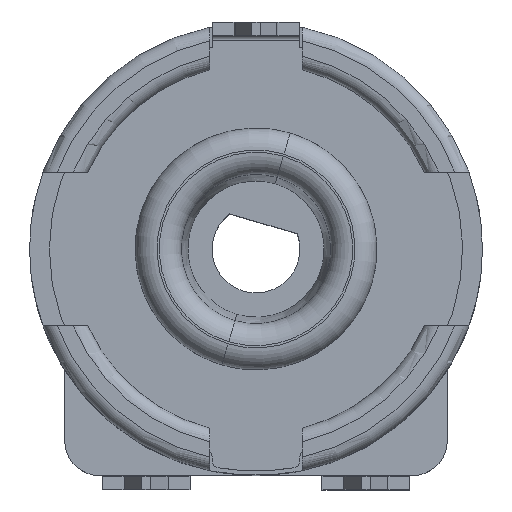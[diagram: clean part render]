
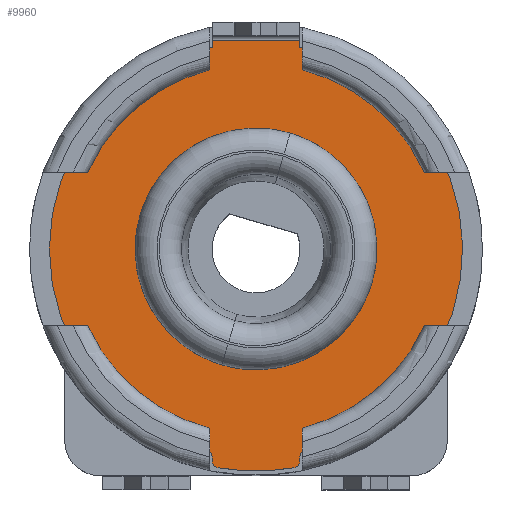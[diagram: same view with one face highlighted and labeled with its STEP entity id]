
A CAD part, top view. The second image highlights one B-rep face of the part: STEP entity #9960.
In plain terms, the highlighted planar face has unit normal (0, 0, 1).
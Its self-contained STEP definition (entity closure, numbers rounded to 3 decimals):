
#43 = EDGE_CURVE ( 'NONE', #426, #7456, #6613, .T. ) ;
#95 = AXIS2_PLACEMENT_3D ( 'NONE', #4966, #12476, #6032 ) ;
#253 = ORIENTED_EDGE ( 'NONE', *, *, #311, .T. ) ;
#290 = ORIENTED_EDGE ( 'NONE', *, *, #12386, .T. ) ;
#311 = EDGE_CURVE ( 'NONE', #9571, #1358, #7128, .T. ) ;
#381 = CARTESIAN_POINT ( 'NONE',  ( 1., 7.05, 0.3 ) ) ;
#426 = VERTEX_POINT ( 'NONE', #1981 ) ;
#465 = DIRECTION ( 'NONE',  ( 0., 1., 0. ) ) ;
#482 = DIRECTION ( 'NONE',  ( 0., -1., 0. ) ) ;
#523 = DIRECTION ( 'NONE',  ( 1., 0., 0. ) ) ;
#527 = VERTEX_POINT ( 'NONE', #2120 ) ;
#881 = CARTESIAN_POINT ( 'NONE',  ( -2.6, 0., 0.3 ) ) ;
#955 = ORIENTED_EDGE ( 'NONE', *, *, #1614, .T. ) ;
#1095 = LINE ( 'NONE', #4770, #3280 ) ;
#1164 = FACE_BOUND ( 'NONE', #11165, .T. ) ;
#1168 = ORIENTED_EDGE ( 'NONE', *, *, #2601, .T. ) ;
#1222 = DIRECTION ( 'NONE',  ( 0., 0., 1. ) ) ;
#1358 = VERTEX_POINT ( 'NONE', #7522 ) ;
#1380 = CARTESIAN_POINT ( 'NONE',  ( 0., 0., 0.3 ) ) ;
#1551 = CARTESIAN_POINT ( 'NONE',  ( -1.17, -4.727, 0.3 ) ) ;
#1614 = EDGE_CURVE ( 'NONE', #11810, #10486, #10709, .T. ) ;
#1827 = CARTESIAN_POINT ( 'NONE',  ( 0.33, 4.754, 0.3 ) ) ;
#1950 = CIRCLE ( 'NONE', #3002, 0.17 ) ;
#1981 = CARTESIAN_POINT ( 'NONE',  ( 1.129, -4.562, 0.3 ) ) ;
#2120 = CARTESIAN_POINT ( 'NONE',  ( -1., -4.809, 0.3 ) ) ;
#2475 = DIRECTION ( 'NONE',  ( -1., 0., 0. ) ) ;
#2514 = EDGE_CURVE ( 'NONE', #6368, #10352, #8318, .T. ) ;
#2601 = EDGE_CURVE ( 'NONE', #13587, #12929, #9837, .T. ) ;
#2641 = DIRECTION ( 'NONE',  ( 1., 0., 0. ) ) ;
#2819 = DIRECTION ( 'NONE',  ( 0., 0., 1. ) ) ;
#2987 = EDGE_CURVE ( 'NONE', #1358, #8216, #11158, .T. ) ;
#3002 = AXIS2_PLACEMENT_3D ( 'NONE', #11545, #5097, #12621 ) ;
#3157 = ORIENTED_EDGE ( 'NONE', *, *, #12272, .F. ) ;
#3198 = ORIENTED_EDGE ( 'NONE', *, *, #4177, .T. ) ;
#3245 = DIRECTION ( 'NONE',  ( 0., 0., 1. ) ) ;
#3280 = VECTOR ( 'NONE', #465, 1000. ) ;
#3414 = CARTESIAN_POINT ( 'NONE',  ( 0.33, 9.812, 0.3 ) ) ;
#3831 = VERTEX_POINT ( 'NONE', #4174 ) ;
#3848 = CARTESIAN_POINT ( 'NONE',  ( 1., 4.592, 0.3 ) ) ;
#3912 = ORIENTED_EDGE ( 'NONE', *, *, #5710, .T. ) ;
#3992 = DIRECTION ( 'NONE',  ( -1., 0., 0. ) ) ;
#4017 = EDGE_CURVE ( 'NONE', #7456, #11810, #13235, .T. ) ;
#4060 = AXIS2_PLACEMENT_3D ( 'NONE', #13438, #6986, #523 ) ;
#4174 = CARTESIAN_POINT ( 'NONE',  ( 1., -4.727, 0.3 ) ) ;
#4177 = EDGE_CURVE ( 'NONE', #9593, #3831, #1095, .T. ) ;
#4300 = EDGE_CURVE ( 'NONE', #3831, #426, #10883, .T. ) ;
#4326 = EDGE_CURVE ( 'NONE', #12929, #9593, #1950, .T. ) ;
#4379 = FACE_OUTER_BOUND ( 'NONE', #13172, .T. ) ;
#4470 = ORIENTED_EDGE ( 'NONE', *, *, #2514, .F. ) ;
#4593 = CARTESIAN_POINT ( 'NONE',  ( -1., 4.592, 0.3 ) ) ;
#4770 = CARTESIAN_POINT ( 'NONE',  ( 1., -4.809, 0.3 ) ) ;
#4966 = CARTESIAN_POINT ( 'NONE',  ( 1.17, -4.727, 0.3 ) ) ;
#5097 = DIRECTION ( 'NONE',  ( 0., 0., 1. ) ) ;
#5145 = CARTESIAN_POINT ( 'NONE',  ( 0., 0., 0.3 ) ) ;
#5239 = VECTOR ( 'NONE', #5837, 1000. ) ;
#5351 = AXIS2_PLACEMENT_3D ( 'NONE', #11978, #5537, #13078 ) ;
#5537 = DIRECTION ( 'NONE',  ( 0., 0., 1. ) ) ;
#5583 = DIRECTION ( 'NONE',  ( -1., 0., 0. ) ) ;
#5710 = EDGE_CURVE ( 'NONE', #10486, #6614, #12734, .T. ) ;
#5837 = DIRECTION ( 'NONE',  ( 0., -1., 0. ) ) ;
#6032 = DIRECTION ( 'NONE',  ( -1., 0., 0. ) ) ;
#6211 = DIRECTION ( 'NONE',  ( -1., 0., 0. ) ) ;
#6368 = VERTEX_POINT ( 'NONE', #881 ) ;
#6613 = CIRCLE ( 'NONE', #12548, 4.7 ) ;
#6614 = VERTEX_POINT ( 'NONE', #4593 ) ;
#6750 = ORIENTED_EDGE ( 'NONE', *, *, #9518, .T. ) ;
#6986 = DIRECTION ( 'NONE',  ( 0., 0., 1. ) ) ;
#7128 = CIRCLE ( 'NONE', #9402, 4.7 ) ;
#7169 = CIRCLE ( 'NONE', #10838, 2.6 ) ;
#7456 = VERTEX_POINT ( 'NONE', #3848 ) ;
#7522 = CARTESIAN_POINT ( 'NONE',  ( -1.129, -4.562, 0.3 ) ) ;
#7690 = CARTESIAN_POINT ( 'NONE',  ( 0., 0., 0.3 ) ) ;
#7835 = VECTOR ( 'NONE', #3992, 1000. ) ;
#8010 = AXIS2_PLACEMENT_3D ( 'NONE', #9730, #3245, #10795 ) ;
#8043 = CARTESIAN_POINT ( 'NONE',  ( -1., 7.05, 0.3 ) ) ;
#8104 = LINE ( 'NONE', #10135, #5239 ) ;
#8204 = AXIS2_PLACEMENT_3D ( 'NONE', #3414, #12028, #5583 ) ;
#8210 = CARTESIAN_POINT ( 'NONE',  ( 1., -4.809, 0.3 ) ) ;
#8216 = VERTEX_POINT ( 'NONE', #12684 ) ;
#8242 = CARTESIAN_POINT ( 'NONE',  ( 0.859, -4.976, 0.3 ) ) ;
#8318 = CIRCLE ( 'NONE', #13566, 2.6 ) ;
#8627 = CIRCLE ( 'NONE', #8010, 0.17 ) ;
#8762 = DIRECTION ( 'NONE',  ( 1., 0., 0. ) ) ;
#8924 = DIRECTION ( 'NONE',  ( 0., 0., 1. ) ) ;
#9091 = DIRECTION ( 'NONE',  ( 0., 0., -1. ) ) ;
#9183 = EDGE_CURVE ( 'NONE', #527, #13587, #8627, .T. ) ;
#9285 = CARTESIAN_POINT ( 'NONE',  ( 0., 0., 0.3 ) ) ;
#9328 = ORIENTED_EDGE ( 'NONE', *, *, #4017, .T. ) ;
#9402 = AXIS2_PLACEMENT_3D ( 'NONE', #9285, #2819, #10387 ) ;
#9409 = CARTESIAN_POINT ( 'NONE',  ( 2.6, 0., 0.3 ) ) ;
#9518 = EDGE_CURVE ( 'NONE', #8216, #527, #8104, .T. ) ;
#9571 = VERTEX_POINT ( 'NONE', #11289 ) ;
#9593 = VERTEX_POINT ( 'NONE', #8210 ) ;
#9596 = CARTESIAN_POINT ( 'NONE',  ( -0.859, -4.976, 0.3 ) ) ;
#9730 = CARTESIAN_POINT ( 'NONE',  ( -0.83, -4.809, 0.3 ) ) ;
#9822 = ORIENTED_EDGE ( 'NONE', *, *, #43, .T. ) ;
#9837 = CIRCLE ( 'NONE', #5351, 5.05 ) ;
#9884 = VECTOR ( 'NONE', #482, 1000. ) ;
#9899 = PLANE ( 'NONE',  #8204 ) ;
#9960 = ADVANCED_FACE ( 'NONE', ( #4379, #1164 ), #9899, .F. ) ;
#10076 = ORIENTED_EDGE ( 'NONE', *, *, #9183, .T. ) ;
#10135 = CARTESIAN_POINT ( 'NONE',  ( -1., -4.809, 0.3 ) ) ;
#10330 = ORIENTED_EDGE ( 'NONE', *, *, #4326, .T. ) ;
#10352 = VERTEX_POINT ( 'NONE', #9409 ) ;
#10387 = DIRECTION ( 'NONE',  ( 1., 0., 0. ) ) ;
#10400 = VECTOR ( 'NONE', #11181, 1000. ) ;
#10486 = VERTEX_POINT ( 'NONE', #12519 ) ;
#10709 = LINE ( 'NONE', #1827, #7835 ) ;
#10795 = DIRECTION ( 'NONE',  ( 1., 0., 0. ) ) ;
#10838 = AXIS2_PLACEMENT_3D ( 'NONE', #1380, #8924, #2475 ) ;
#10859 = AXIS2_PLACEMENT_3D ( 'NONE', #1551, #9091, #2641 ) ;
#10883 = CIRCLE ( 'NONE', #95, 0.17 ) ;
#11158 = CIRCLE ( 'NONE', #10859, 0.17 ) ;
#11165 = EDGE_LOOP ( 'NONE', ( #4470, #3157 ) ) ;
#11181 = DIRECTION ( 'NONE',  ( 0., 1., 0. ) ) ;
#11289 = CARTESIAN_POINT ( 'NONE',  ( -4.7, 0., 0.3 ) ) ;
#11482 = ORIENTED_EDGE ( 'NONE', *, *, #2987, .T. ) ;
#11545 = CARTESIAN_POINT ( 'NONE',  ( 0.83, -4.809, 0.3 ) ) ;
#11810 = VERTEX_POINT ( 'NONE', #12360 ) ;
#11867 = CIRCLE ( 'NONE', #4060, 4.7 ) ;
#11978 = CARTESIAN_POINT ( 'NONE',  ( 0., 0., 0.3 ) ) ;
#12028 = DIRECTION ( 'NONE',  ( 0., 0., -1. ) ) ;
#12272 = EDGE_CURVE ( 'NONE', #10352, #6368, #7169, .T. ) ;
#12352 = ORIENTED_EDGE ( 'NONE', *, *, #4300, .T. ) ;
#12360 = CARTESIAN_POINT ( 'NONE',  ( 1., 4.754, 0.3 ) ) ;
#12386 = EDGE_CURVE ( 'NONE', #6614, #9571, #11867, .T. ) ;
#12476 = DIRECTION ( 'NONE',  ( 0., 0., -1. ) ) ;
#12519 = CARTESIAN_POINT ( 'NONE',  ( -1., 4.754, 0.3 ) ) ;
#12548 = AXIS2_PLACEMENT_3D ( 'NONE', #7690, #1222, #8762 ) ;
#12621 = DIRECTION ( 'NONE',  ( 1., 0., 0. ) ) ;
#12670 = DIRECTION ( 'NONE',  ( 0., 0., 1. ) ) ;
#12684 = CARTESIAN_POINT ( 'NONE',  ( -1., -4.727, 0.3 ) ) ;
#12734 = LINE ( 'NONE', #8043, #9884 ) ;
#12929 = VERTEX_POINT ( 'NONE', #8242 ) ;
#13078 = DIRECTION ( 'NONE',  ( -1., 0., 0. ) ) ;
#13172 = EDGE_LOOP ( 'NONE', ( #9328, #955, #3912, #290, #253, #11482, #6750, #10076, #1168, #10330, #3198, #12352, #9822 ) ) ;
#13235 = LINE ( 'NONE', #381, #10400 ) ;
#13438 = CARTESIAN_POINT ( 'NONE',  ( 0., 0., 0.3 ) ) ;
#13566 = AXIS2_PLACEMENT_3D ( 'NONE', #5145, #12670, #6211 ) ;
#13587 = VERTEX_POINT ( 'NONE', #9596 ) ;
